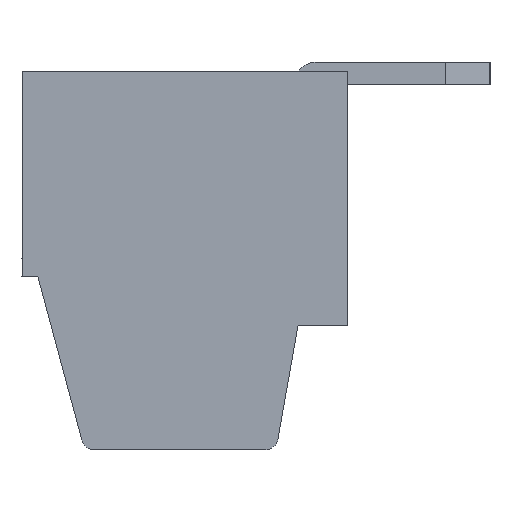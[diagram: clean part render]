
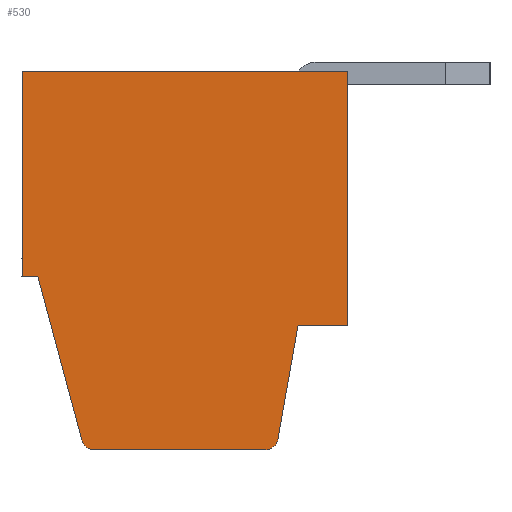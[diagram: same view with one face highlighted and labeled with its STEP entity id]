
A CAD part, left-side view. The second image highlights one B-rep face of the part: STEP entity #530.
In plain terms, the highlighted planar face has unit normal (-1, 0, 0).
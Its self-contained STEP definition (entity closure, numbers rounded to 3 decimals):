
#530 = ADVANCED_FACE( '', ( #1199 ), #1200, .T. );
#1199 = FACE_OUTER_BOUND( '', #1984, .T. );
#1200 = PLANE( '', #1985 );
#1984 = EDGE_LOOP( '', ( #3465, #3466, #3467, #3468, #3469, #3470, #3471, #3472, #3473, #3474 ) );
#1985 = AXIS2_PLACEMENT_3D( '', #3475, #3476, #3477 );
#3465 = ORIENTED_EDGE( '', *, *, #4897, .T. );
#3466 = ORIENTED_EDGE( '', *, *, #4898, .T. );
#3467 = ORIENTED_EDGE( '', *, *, #4876, .T. );
#3468 = ORIENTED_EDGE( '', *, *, #4837, .T. );
#3469 = ORIENTED_EDGE( '', *, *, #4899, .T. );
#3470 = ORIENTED_EDGE( '', *, *, #4604, .T. );
#3471 = ORIENTED_EDGE( '', *, *, #4900, .T. );
#3472 = ORIENTED_EDGE( '', *, *, #4806, .T. );
#3473 = ORIENTED_EDGE( '', *, *, #4579, .T. );
#3474 = ORIENTED_EDGE( '', *, *, #4737, .T. );
#3475 = CARTESIAN_POINT( '', ( 165.647, 184.734, -4.2 ) );
#3476 = DIRECTION( '', ( -1., 0., 0. ) );
#3477 = DIRECTION( '', ( 0., -1., 0. ) );
#4579 = EDGE_CURVE( '', #5521, #5526, #5528, .T. );
#4604 = EDGE_CURVE( '', #5567, #5572, #5574, .T. );
#4737 = EDGE_CURVE( '', #5526, #5770, #5772, .T. );
#4806 = EDGE_CURVE( '', #5877, #5521, #5878, .T. );
#4837 = EDGE_CURVE( '', #5915, #5920, #5922, .T. );
#4876 = EDGE_CURVE( '', #5970, #5915, #5974, .T. );
#4897 = EDGE_CURVE( '', #5770, #6002, #6003, .T. );
#4898 = EDGE_CURVE( '', #6002, #5970, #6004, .T. );
#4899 = EDGE_CURVE( '', #5920, #5567, #6005, .T. );
#4900 = EDGE_CURVE( '', #5572, #5877, #6006, .T. );
#5521 = VERTEX_POINT( '', #6804 );
#5526 = VERTEX_POINT( '', #6811 );
#5528 = LINE( '', #6814, #6815 );
#5567 = VERTEX_POINT( '', #6874 );
#5572 = VERTEX_POINT( '', #6881 );
#5574 = LINE( '', #6884, #6885 );
#5770 = VERTEX_POINT( '', #7157 );
#5772 = LINE( '', #7160, #7161 );
#5877 = VERTEX_POINT( '', #7311 );
#5878 = LINE( '', #7312, #7313 );
#5915 = VERTEX_POINT( '', #7371 );
#5920 = VERTEX_POINT( '', #7377 );
#5922 = CIRCLE( '', #7380, 0.3 );
#5970 = VERTEX_POINT( '', #7449 );
#5974 = LINE( '', #7455, #7456 );
#6002 = VERTEX_POINT( '', #7492 );
#6003 = LINE( '', #7493, #7494 );
#6004 = CIRCLE( '', #7495, 0.3 );
#6005 = LINE( '', #7496, #7497 );
#6006 = LINE( '', #7498, #7499 );
#6804 = CARTESIAN_POINT( '', ( 165.647, 184.734, 0. ) );
#6811 = CARTESIAN_POINT( '', ( 165.647, 184.734, -4.6 ) );
#6814 = CARTESIAN_POINT( '', ( 165.647, 184.734, -4.6 ) );
#6815 = VECTOR( '', #8099, 1000. );
#6874 = CARTESIAN_POINT( '', ( 165.647, 178.541, -5.7 ) );
#6881 = CARTESIAN_POINT( '', ( 165.647, 177.434, -5.7 ) );
#6884 = CARTESIAN_POINT( '', ( 165.647, 177.434, -5.7 ) );
#6885 = VECTOR( '', #8123, 1000. );
#7157 = CARTESIAN_POINT( '', ( 165.647, 184.379, -4.6 ) );
#7160 = CARTESIAN_POINT( '', ( 165.647, 184.379, -4.6 ) );
#7161 = VECTOR( '', #8261, 1000. );
#7311 = CARTESIAN_POINT( '', ( 165.647, 177.434, 0. ) );
#7312 = CARTESIAN_POINT( '', ( 165.647, 184.734, 0. ) );
#7313 = VECTOR( '', #8328, 1000. );
#7371 = CARTESIAN_POINT( '', ( 165.647, 179.286, -8.5 ) );
#7377 = CARTESIAN_POINT( '', ( 165.647, 178.991, -8.252 ) );
#7380 = AXIS2_PLACEMENT_3D( '', #8355, #8356, #8357 );
#7449 = CARTESIAN_POINT( '', ( 165.647, 183.104, -8.5 ) );
#7455 = CARTESIAN_POINT( '', ( 165.647, 179.286, -8.5 ) );
#7456 = VECTOR( '', #8393, 1000. );
#7492 = CARTESIAN_POINT( '', ( 165.647, 183.394, -8.278 ) );
#7493 = CARTESIAN_POINT( '', ( 165.647, 183.394, -8.278 ) );
#7494 = VECTOR( '', #8417, 1000. );
#7495 = AXIS2_PLACEMENT_3D( '', #8418, #8419, #8420 );
#7496 = CARTESIAN_POINT( '', ( 165.647, 178.541, -5.7 ) );
#7497 = VECTOR( '', #8421, 1000. );
#7498 = CARTESIAN_POINT( '', ( 165.647, 177.434, 0. ) );
#7499 = VECTOR( '', #8422, 1000. );
#8099 = DIRECTION( '', ( 0., 0., -1. ) );
#8123 = DIRECTION( '', ( 0., -1., 0. ) );
#8261 = DIRECTION( '', ( 0., -1., 0. ) );
#8328 = DIRECTION( '', ( 0., 1., 0. ) );
#8355 = CARTESIAN_POINT( '', ( 165.647, 179.286, -8.2 ) );
#8356 = DIRECTION( '', ( -1., 0., 0. ) );
#8357 = DIRECTION( '', ( 0., -1., 0. ) );
#8393 = DIRECTION( '', ( 0., -1., 0. ) );
#8417 = DIRECTION( '', ( 0., -0.259, -0.966 ) );
#8418 = CARTESIAN_POINT( '', ( 165.647, 183.104, -8.2 ) );
#8419 = DIRECTION( '', ( -1., 0., 0. ) );
#8420 = DIRECTION( '', ( 0., -1., 0. ) );
#8421 = DIRECTION( '', ( 0., -0.174, 0.985 ) );
#8422 = DIRECTION( '', ( 0., 0., 1. ) );
